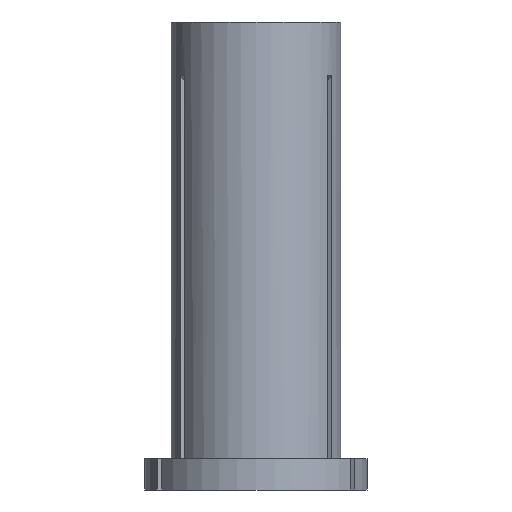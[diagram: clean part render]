
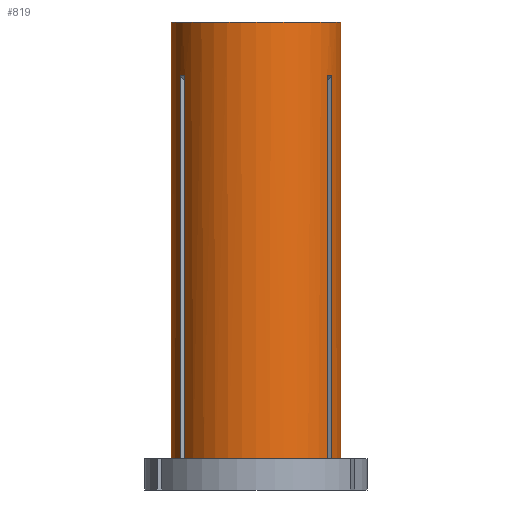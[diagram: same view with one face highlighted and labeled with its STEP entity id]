
A CAD part, front view. The second image highlights one B-rep face of the part: STEP entity #819.
In plain terms, the highlighted cylindrical face has radius 9.525 mm (diameter 19.05 mm), a partial arc.
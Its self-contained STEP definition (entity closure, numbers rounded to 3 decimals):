
#9 = DIRECTION ( 'NONE',  ( 1., 0., 0. ) ) ;
#19 = CARTESIAN_POINT ( 'NONE',  ( 7.988, -5.189, 0. ) ) ;
#51 = DIRECTION ( 'NONE',  ( 0., 0., 1. ) ) ;
#52 = EDGE_CURVE ( 'NONE', #259, #68, #927, .T. ) ;
#62 = CIRCLE ( 'NONE', #426, 9.525 ) ;
#68 = VERTEX_POINT ( 'NONE', #941 ) ;
#71 = CARTESIAN_POINT ( 'NONE',  ( 9.525, 0., -49. ) ) ;
#84 = CARTESIAN_POINT ( 'NONE',  ( 9.525, 0., 0. ) ) ;
#93 = VERTEX_POINT ( 'NONE', #1007 ) ;
#118 = DIRECTION ( 'NONE',  ( 0., 0., 1. ) ) ;
#128 = VECTOR ( 'NONE', #934, 1000. ) ;
#141 = CIRCLE ( 'NONE', #776, 9.525 ) ;
#147 = VERTEX_POINT ( 'NONE', #350 ) ;
#157 = EDGE_CURVE ( 'NONE', #1045, #603, #62, .T. ) ;
#172 = VECTOR ( 'NONE', #225, 1000. ) ;
#184 = CIRCLE ( 'NONE', #520, 9.525 ) ;
#195 = CARTESIAN_POINT ( 'NONE',  ( -7.988, -5.189, -49. ) ) ;
#202 = CARTESIAN_POINT ( 'NONE',  ( -7.988, -5.189, -6.014 ) ) ;
#225 = DIRECTION ( 'NONE',  ( 0., 0., 1. ) ) ;
#241 = DIRECTION ( 'NONE',  ( 1., 0., 0. ) ) ;
#256 = EDGE_CURVE ( 'NONE', #788, #728, #308, .T. ) ;
#259 = VERTEX_POINT ( 'NONE', #1033 ) ;
#262 = CARTESIAN_POINT ( 'NONE',  ( -9.525, 0., 0. ) ) ;
#263 = CARTESIAN_POINT ( 'NONE',  ( 8.488, -4.323, -6.014 ) ) ;
#264 = CYLINDRICAL_SURFACE ( 'NONE', #421, 9.525 ) ;
#280 = ORIENTED_EDGE ( 'NONE', *, *, #608, .T. ) ;
#304 = EDGE_CURVE ( 'NONE', #1045, #976, #1036, .T. ) ;
#308 = CIRCLE ( 'NONE', #704, 9.525 ) ;
#311 = ORIENTED_EDGE ( 'NONE', *, *, #157, .T. ) ;
#323 = EDGE_CURVE ( 'NONE', #93, #259, #141, .T. ) ;
#337 = CARTESIAN_POINT ( 'NONE',  ( 0., 0., -49. ) ) ;
#346 = CARTESIAN_POINT ( 'NONE',  ( 8.412, -4.472, -6.005 ) ) ;
#350 = CARTESIAN_POINT ( 'NONE',  ( 8.488, -4.323, -6.014 ) ) ;
#352 = VERTEX_POINT ( 'NONE', #71 ) ;
#355 = CARTESIAN_POINT ( 'NONE',  ( -8.078, -5.05, -6.005 ) ) ;
#370 = VECTOR ( 'NONE', #561, 1000. ) ;
#373 = ORIENTED_EDGE ( 'NONE', *, *, #847, .T. ) ;
#392 = B_SPLINE_CURVE_WITH_KNOTS ( 'NONE', 3,
 ( #882, #796, #710, #606, #355, #708 ),
 .UNSPECIFIED., .F., .F.,
 ( 4, 2, 4 ),
 ( 0.066, 0.067, 0.067 ),
 .UNSPECIFIED. ) ;
#400 = VECTOR ( 'NONE', #857, 1000. ) ;
#403 = ORIENTED_EDGE ( 'NONE', *, *, #304, .F. ) ;
#405 = ORIENTED_EDGE ( 'NONE', *, *, #500, .T. ) ;
#421 = AXIS2_PLACEMENT_3D ( 'NONE', #1028, #949, #505 ) ;
#426 = AXIS2_PLACEMENT_3D ( 'NONE', #1050, #621, #9 ) ;
#429 = CARTESIAN_POINT ( 'NONE',  ( -9.525, 0., 0. ) ) ;
#456 = VECTOR ( 'NONE', #51, 1000. ) ;
#461 = ORIENTED_EDGE ( 'NONE', *, *, #593, .F. ) ;
#480 = CARTESIAN_POINT ( 'NONE',  ( -8.488, -4.323, 0. ) ) ;
#497 = DIRECTION ( 'NONE',  ( 1., 0., 0. ) ) ;
#500 = EDGE_CURVE ( 'NONE', #352, #728, #698, .T. ) ;
#505 = DIRECTION ( 'NONE',  ( 1., 0., 0. ) ) ;
#508 = DIRECTION ( 'NONE',  ( 0., 0., 1. ) ) ;
#511 = ORIENTED_EDGE ( 'NONE', *, *, #256, .F. ) ;
#520 = AXIS2_PLACEMENT_3D ( 'NONE', #1030, #508, #497 ) ;
#524 = EDGE_CURVE ( 'NONE', #653, #147, #926, .T. ) ;
#537 = ORIENTED_EDGE ( 'NONE', *, *, #902, .T. ) ;
#561 = DIRECTION ( 'NONE',  ( 0., 0., 1. ) ) ;
#593 = EDGE_CURVE ( 'NONE', #93, #788, #868, .T. ) ;
#597 = CARTESIAN_POINT ( 'NONE',  ( 8.078, -5.049, -6.005 ) ) ;
#603 = VERTEX_POINT ( 'NONE', #782 ) ;
#606 = CARTESIAN_POINT ( 'NONE',  ( -8.165, -4.909, -6. ) ) ;
#608 = EDGE_CURVE ( 'NONE', #653, #352, #184, .T. ) ;
#621 = DIRECTION ( 'NONE',  ( 0., 0., 1. ) ) ;
#653 = VERTEX_POINT ( 'NONE', #922 ) ;
#671 = VERTEX_POINT ( 'NONE', #1073 ) ;
#678 = VECTOR ( 'NONE', #118, 1000. ) ;
#698 = LINE ( 'NONE', #836, #456 ) ;
#704 = AXIS2_PLACEMENT_3D ( 'NONE', #771, #974, #880 ) ;
#706 = CARTESIAN_POINT ( 'NONE',  ( 8.252, -4.765, -5.995 ) ) ;
#708 = CARTESIAN_POINT ( 'NONE',  ( -7.988, -5.189, -6.014 ) ) ;
#710 = CARTESIAN_POINT ( 'NONE',  ( -8.332, -4.619, -6. ) ) ;
#728 = VERTEX_POINT ( 'NONE', #84 ) ;
#754 = CARTESIAN_POINT ( 'NONE',  ( 8.488, -4.323, 0. ) ) ;
#771 = CARTESIAN_POINT ( 'NONE',  ( 0., 0., 0. ) ) ;
#776 = AXIS2_PLACEMENT_3D ( 'NONE', #337, #1016, #241 ) ;
#782 = CARTESIAN_POINT ( 'NONE',  ( 7.988, -5.189, -49. ) ) ;
#788 = VERTEX_POINT ( 'NONE', #262 ) ;
#796 = CARTESIAN_POINT ( 'NONE',  ( -8.412, -4.471, -6.005 ) ) ;
#819 = ADVANCED_FACE ( 'NONE', ( #1107 ), #264, .T. ) ;
#825 = B_SPLINE_CURVE_WITH_KNOTS ( 'NONE', 3,
 ( #1119, #597, #706, #346, #263 ),
 .UNSPECIFIED., .F., .F.,
 ( 4, 1, 4 ),
 ( 0.072, 0.072, 0.073 ),
 .UNSPECIFIED. ) ;
#826 = ORIENTED_EDGE ( 'NONE', *, *, #323, .T. ) ;
#835 = CARTESIAN_POINT ( 'NONE',  ( -7.988, -5.189, 0. ) ) ;
#836 = CARTESIAN_POINT ( 'NONE',  ( 9.525, 0., 0. ) ) ;
#847 = EDGE_CURVE ( 'NONE', #671, #147, #825, .T. ) ;
#857 = DIRECTION ( 'NONE',  ( 0., 0., 1. ) ) ;
#868 = LINE ( 'NONE', #429, #400 ) ;
#880 = DIRECTION ( 'NONE',  ( 1., 0., 0. ) ) ;
#882 = CARTESIAN_POINT ( 'NONE',  ( -8.488, -4.323, -6.014 ) ) ;
#887 = ORIENTED_EDGE ( 'NONE', *, *, #1076, .T. ) ;
#902 = EDGE_CURVE ( 'NONE', #68, #976, #392, .T. ) ;
#922 = CARTESIAN_POINT ( 'NONE',  ( 8.488, -4.323, -49. ) ) ;
#926 = LINE ( 'NONE', #754, #128 ) ;
#927 = LINE ( 'NONE', #480, #370 ) ;
#934 = DIRECTION ( 'NONE',  ( 0., 0., 1. ) ) ;
#941 = CARTESIAN_POINT ( 'NONE',  ( -8.488, -4.323, -6.014 ) ) ;
#949 = DIRECTION ( 'NONE',  ( 0., 0., 1. ) ) ;
#955 = EDGE_LOOP ( 'NONE', ( #461, #826, #1029, #537, #403, #311, #887, #373, #1068, #280, #405, #511 ) ) ;
#974 = DIRECTION ( 'NONE',  ( 0., 0., 1. ) ) ;
#976 = VERTEX_POINT ( 'NONE', #202 ) ;
#1007 = CARTESIAN_POINT ( 'NONE',  ( -9.525, 0., -49. ) ) ;
#1016 = DIRECTION ( 'NONE',  ( 0., 0., 1. ) ) ;
#1028 = CARTESIAN_POINT ( 'NONE',  ( 0., 0., 0. ) ) ;
#1029 = ORIENTED_EDGE ( 'NONE', *, *, #52, .T. ) ;
#1030 = CARTESIAN_POINT ( 'NONE',  ( 0., 0., -49. ) ) ;
#1033 = CARTESIAN_POINT ( 'NONE',  ( -8.488, -4.323, -49. ) ) ;
#1036 = LINE ( 'NONE', #835, #172 ) ;
#1045 = VERTEX_POINT ( 'NONE', #195 ) ;
#1050 = CARTESIAN_POINT ( 'NONE',  ( 0., 0., -49. ) ) ;
#1068 = ORIENTED_EDGE ( 'NONE', *, *, #524, .F. ) ;
#1073 = CARTESIAN_POINT ( 'NONE',  ( 7.988, -5.189, -6.014 ) ) ;
#1076 = EDGE_CURVE ( 'NONE', #603, #671, #1089, .T. ) ;
#1089 = LINE ( 'NONE', #19, #678 ) ;
#1107 = FACE_OUTER_BOUND ( 'NONE', #955, .T. ) ;
#1119 = CARTESIAN_POINT ( 'NONE',  ( 7.988, -5.189, -6.014 ) ) ;
